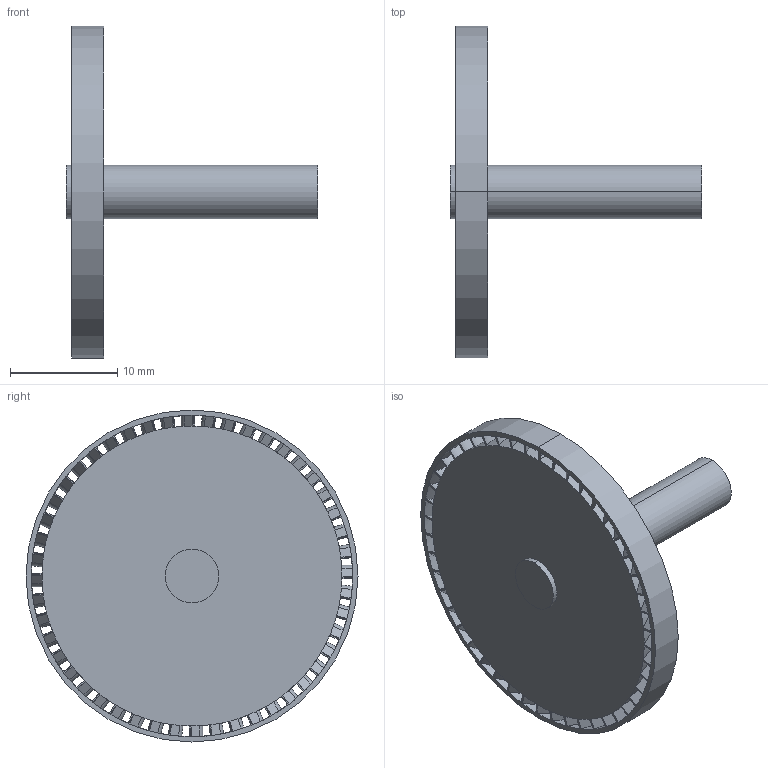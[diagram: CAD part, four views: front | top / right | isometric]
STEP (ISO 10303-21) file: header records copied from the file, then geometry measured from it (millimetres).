
FILE_DESCRIPTION (( 'STEP AP214' ), '1' );
FILE_NAME ('Rotor 2019.STEP', '2019-03-28T14:32:09', ( '' ), ( '' ), 'SwSTEP 2.0', 'SolidWorks 2017', '' );
FILE_SCHEMA (( 'AUTOMOTIVE_DESIGN' ));
Length unit declared in the file: millimetre
Products named in the file (1): Rotor 2019
Bounding box: 23.5 x 31 x 31 mm (x, y, z)
Volume: 2448.8 mm3; surface area: 2738.8 mm2
Topology: 1 solids, 1 shells, 400 faces, 1188 edges, 792 vertices
Faces by surface type: cylinder 204, plane 196
Entity records: 15128 total; most frequent: CARTESIAN_POINT 5469, ORIENTED_EDGE 2376, DIRECTION 1614, EDGE_CURVE 1188, VERTEX_POINT 792, AXIS2_PLACEMENT_3D 609, EDGE_LOOP 498, FACE_OUTER_BOUND 400
